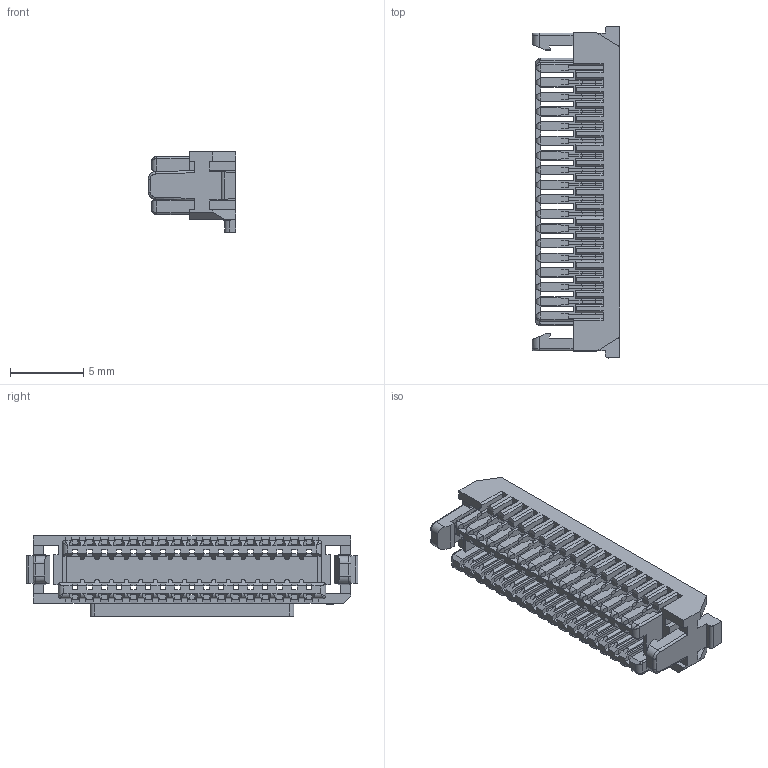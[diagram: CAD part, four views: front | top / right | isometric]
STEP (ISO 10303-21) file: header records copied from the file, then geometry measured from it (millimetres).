
FILE_DESCRIPTION (( 'STEP AP214' ), '1' );
FILE_NAME ('FHG10008-D34M2WHB.STEP', '2025-11-21T02:48:51', ( '' ), ( '' ), 'SwSTEP 2.0', 'SolidWorks 2021', '' );
FILE_SCHEMA (( 'AUTOMOTIVE_DESIGN' ));
Length unit declared in the file: millimetre
Products named in the file (1): FHG10008-D34M2WHB
Bounding box: 6 x 22.71 x 5.51 mm (x, y, z)
Volume: 231.6 mm3; surface area: 1307.1 mm2
Topology: 1 solids, 1 shells, 1583 faces, 4690 edges, 3004 vertices
Faces by surface type: plane 1481, cylinder 92, torus 6, bspline 4
Entity records: 52410 total; most frequent: CARTESIAN_POINT 10388, ORIENTED_EDGE 9380, DIRECTION 7794, EDGE_CURVE 4690, VECTOR 4494, LINE 4494, VERTEX_POINT 3004, AXIS2_PLACEMENT_3D 1650
